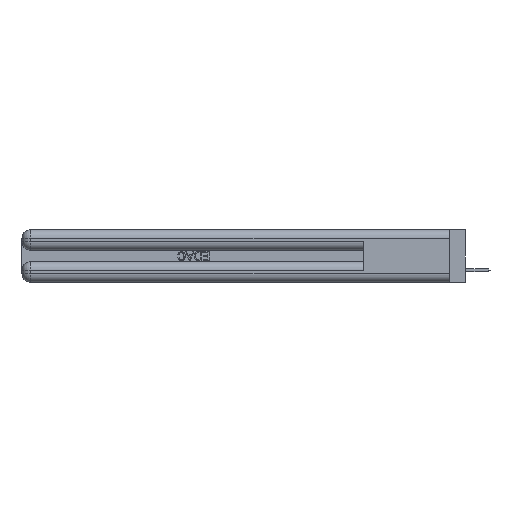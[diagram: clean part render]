
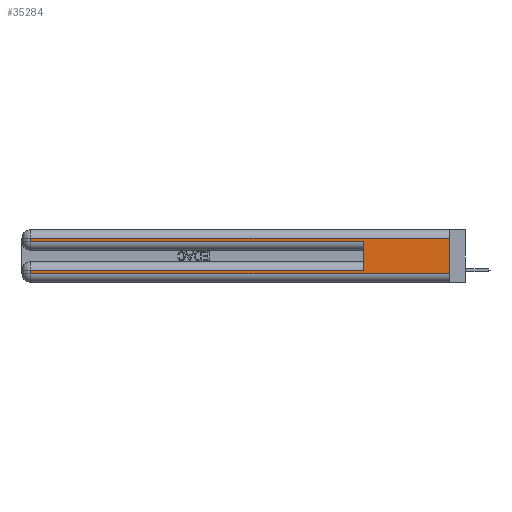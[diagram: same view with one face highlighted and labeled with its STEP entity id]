
A CAD part, left-side view. The second image highlights one B-rep face of the part: STEP entity #35284.
In plain terms, the highlighted planar face has unit normal (-1, 0, 0).
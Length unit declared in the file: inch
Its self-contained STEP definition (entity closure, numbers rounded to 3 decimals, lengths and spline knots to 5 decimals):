
#366 = VERTEX_POINT ( 'NONE', #45048 ) ;
#1283 = CARTESIAN_POINT ( 'NONE',  ( 0., 0., 0.285 ) ) ;
#4063 = PLANE ( 'NONE',  #6336 ) ;
#6336 = AXIS2_PLACEMENT_3D ( 'NONE', #40234, #47984, #24258 ) ;
#6569 = ORIENTED_EDGE ( 'NONE', *, *, #38810, .T. ) ;
#7742 = LINE ( 'NONE', #10035, #39664 ) ;
#10035 = CARTESIAN_POINT ( 'NONE',  ( 0., 0., 0.06 ) ) ;
#10256 = VERTEX_POINT ( 'NONE', #45978 ) ;
#13634 = LINE ( 'NONE', #22282, #16702 ) ;
#14563 = CARTESIAN_POINT ( 'NONE',  ( 0., 0., 0.06 ) ) ;
#14914 = LINE ( 'NONE', #50148, #36786 ) ;
#15376 = DIRECTION ( 'NONE',  ( 0., 1., 0. ) ) ;
#15871 = LINE ( 'NONE', #29351, #38450 ) ;
#16702 = VECTOR ( 'NONE', #42663, 39.37008 ) ;
#16882 = DIRECTION ( 'NONE',  ( 0., 0., -1. ) ) ;
#18485 = CARTESIAN_POINT ( 'NONE',  ( 0., 0., 0.31 ) ) ;
#18521 = CARTESIAN_POINT ( 'NONE',  ( 0., 0., 0.31 ) ) ;
#19015 = LINE ( 'NONE', #39207, #42245 ) ;
#19483 = ORIENTED_EDGE ( 'NONE', *, *, #20930, .T. ) ;
#20786 = EDGE_CURVE ( 'NONE', #34072, #49523, #33198, .T. ) ;
#20930 = EDGE_CURVE ( 'NONE', #35581, #36028, #25634, .T. ) ;
#21467 = DIRECTION ( 'NONE',  ( 0., 0., -1. ) ) ;
#21522 = DIRECTION ( 'NONE',  ( 0., -1., 0. ) ) ;
#22029 = ORIENTED_EDGE ( 'NONE', *, *, #20786, .F. ) ;
#22184 = EDGE_CURVE ( 'NONE', #10256, #38999, #13634, .T. ) ;
#22198 = EDGE_CURVE ( 'NONE', #10256, #36028, #14914, .T. ) ;
#22282 = CARTESIAN_POINT ( 'NONE',  ( 0., 0., 0.085 ) ) ;
#23788 = ORIENTED_EDGE ( 'NONE', *, *, #25082, .T. ) ;
#24258 = DIRECTION ( 'NONE',  ( 0., 0., -1. ) ) ;
#25071 = EDGE_CURVE ( 'NONE', #34072, #366, #42917, .T. ) ;
#25082 = EDGE_CURVE ( 'NONE', #366, #35581, #19015, .T. ) ;
#25634 = LINE ( 'NONE', #1283, #28174 ) ;
#26724 = EDGE_CURVE ( 'NONE', #38003, #49523, #7742, .T. ) ;
#28174 = VECTOR ( 'NONE', #45721, 39.37008 ) ;
#29351 = CARTESIAN_POINT ( 'NONE',  ( 0., 2.94, 0.37 ) ) ;
#30426 = CARTESIAN_POINT ( 'NONE',  ( 0., 2.94, 0.085 ) ) ;
#30816 = DIRECTION ( 'NONE',  ( 0., 0., -1. ) ) ;
#33198 = LINE ( 'NONE', #36884, #39500 ) ;
#34072 = VERTEX_POINT ( 'NONE', #18521 ) ;
#35284 = ADVANCED_FACE ( 'NONE', ( #46576 ), #4063, .F. ) ;
#35581 = VERTEX_POINT ( 'NONE', #50724 ) ;
#35856 = EDGE_LOOP ( 'NONE', ( #22029, #38050, #23788, #19483, #42378, #39504, #6569, #45134 ) ) ;
#36028 = VERTEX_POINT ( 'NONE', #50321 ) ;
#36786 = VECTOR ( 'NONE', #46517, 39.37008 ) ;
#36884 = CARTESIAN_POINT ( 'NONE',  ( 0., 0., 0.37 ) ) ;
#36981 = CARTESIAN_POINT ( 'NONE',  ( 0., 2.94, 0.06 ) ) ;
#38003 = VERTEX_POINT ( 'NONE', #36981 ) ;
#38050 = ORIENTED_EDGE ( 'NONE', *, *, #25071, .T. ) ;
#38450 = VECTOR ( 'NONE', #21467, 39.37008 ) ;
#38810 = EDGE_CURVE ( 'NONE', #38999, #38003, #15871, .T. ) ;
#38999 = VERTEX_POINT ( 'NONE', #30426 ) ;
#39207 = CARTESIAN_POINT ( 'NONE',  ( 0., 2.94, 0.37 ) ) ;
#39500 = VECTOR ( 'NONE', #16882, 39.37008 ) ;
#39504 = ORIENTED_EDGE ( 'NONE', *, *, #22184, .T. ) ;
#39664 = VECTOR ( 'NONE', #21522, 39.37008 ) ;
#40234 = CARTESIAN_POINT ( 'NONE',  ( 0., 0., 0.37 ) ) ;
#42245 = VECTOR ( 'NONE', #30816, 39.37008 ) ;
#42378 = ORIENTED_EDGE ( 'NONE', *, *, #22198, .F. ) ;
#42663 = DIRECTION ( 'NONE',  ( 0., 1., 0. ) ) ;
#42917 = LINE ( 'NONE', #18485, #44718 ) ;
#44718 = VECTOR ( 'NONE', #15376, 39.37008 ) ;
#45048 = CARTESIAN_POINT ( 'NONE',  ( 0., 2.94, 0.31 ) ) ;
#45134 = ORIENTED_EDGE ( 'NONE', *, *, #26724, .T. ) ;
#45721 = DIRECTION ( 'NONE',  ( 0., -1., 0. ) ) ;
#45978 = CARTESIAN_POINT ( 'NONE',  ( 0., 0.6, 0.085 ) ) ;
#46517 = DIRECTION ( 'NONE',  ( 0., 0., 1. ) ) ;
#46576 = FACE_OUTER_BOUND ( 'NONE', #35856, .T. ) ;
#47984 = DIRECTION ( 'NONE',  ( 1., 0., 0. ) ) ;
#49523 = VERTEX_POINT ( 'NONE', #14563 ) ;
#50148 = CARTESIAN_POINT ( 'NONE',  ( 0., 0.6, 0.145 ) ) ;
#50321 = CARTESIAN_POINT ( 'NONE',  ( 0., 0.6, 0.285 ) ) ;
#50724 = CARTESIAN_POINT ( 'NONE',  ( 0., 2.94, 0.285 ) ) ;
